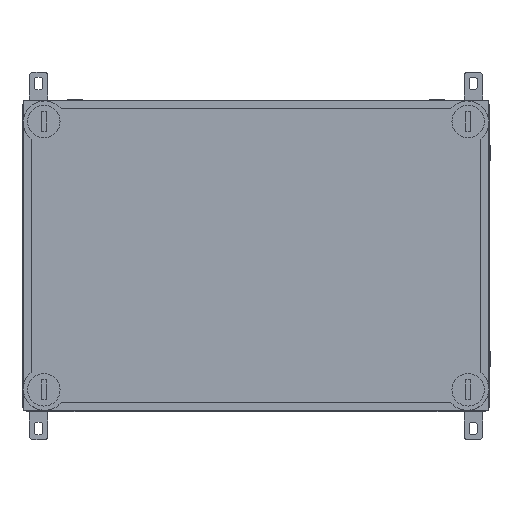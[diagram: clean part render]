
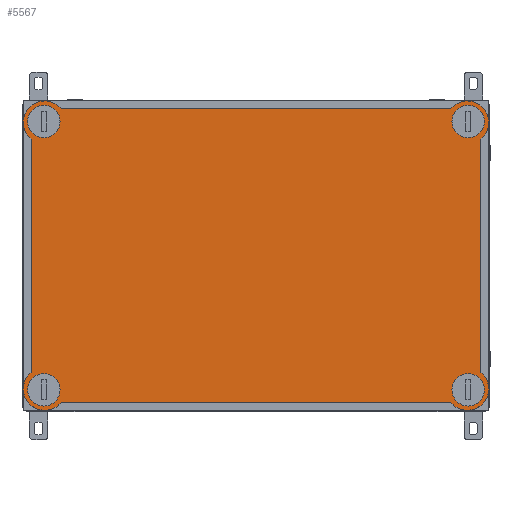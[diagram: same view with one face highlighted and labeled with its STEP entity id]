
A CAD part, top view. The second image highlights one B-rep face of the part: STEP entity #5567.
In plain terms, the highlighted planar face has unit normal (0, 0, 1).
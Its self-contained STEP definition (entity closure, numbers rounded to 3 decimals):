
#5567 = ADVANCED_FACE( '', ( #12428, #12429, #12430, #12431, #12432 ), #12433, .T. );
#12428 = FACE_BOUND( '', #20217, .T. );
#12429 = FACE_BOUND( '', #20218, .T. );
#12430 = FACE_BOUND( '', #20219, .T. );
#12431 = FACE_BOUND( '', #20220, .T. );
#12432 = FACE_OUTER_BOUND( '', #20221, .T. );
#12433 = PLANE( '', #20222 );
#20217 = EDGE_LOOP( '', ( #36635 ) );
#20218 = EDGE_LOOP( '', ( #36636 ) );
#20219 = EDGE_LOOP( '', ( #36637 ) );
#20220 = EDGE_LOOP( '', ( #36638 ) );
#20221 = EDGE_LOOP( '', ( #36639, #36640, #36641, #36642, #36643, #36644, #36645, #36646 ) );
#20222 = AXIS2_PLACEMENT_3D( '', #36647, #36648, #36649 );
#36635 = ORIENTED_EDGE( '', *, *, #45869, .F. );
#36636 = ORIENTED_EDGE( '', *, *, #42508, .F. );
#36637 = ORIENTED_EDGE( '', *, *, #43880, .F. );
#36638 = ORIENTED_EDGE( '', *, *, #42627, .F. );
#36639 = ORIENTED_EDGE( '', *, *, #46086, .T. );
#36640 = ORIENTED_EDGE( '', *, *, #46087, .T. );
#36641 = ORIENTED_EDGE( '', *, *, #44296, .T. );
#36642 = ORIENTED_EDGE( '', *, *, #44344, .T. );
#36643 = ORIENTED_EDGE( '', *, *, #46088, .F. );
#36644 = ORIENTED_EDGE( '', *, *, #46089, .T. );
#36645 = ORIENTED_EDGE( '', *, *, #46090, .F. );
#36646 = ORIENTED_EDGE( '', *, *, #45294, .T. );
#36647 = CARTESIAN_POINT( '', ( 0., 0., 55. ) );
#36648 = DIRECTION( '', ( 0., 0., 1. ) );
#36649 = DIRECTION( '', ( 1., 0., 0. ) );
#42508 = EDGE_CURVE( '', #51470, #51470, #51471, .T. );
#42627 = EDGE_CURVE( '', #51664, #51664, #51665, .T. );
#43880 = EDGE_CURVE( '', #53619, #53619, #53620, .T. );
#44296 = EDGE_CURVE( '', #54272, #54273, #54274, .T. );
#44344 = EDGE_CURVE( '', #54273, #54334, #54336, .T. );
#45294 = EDGE_CURVE( '', #55578, #55580, #55582, .T. );
#45869 = EDGE_CURVE( '', #56285, #56285, #56286, .T. );
#46086 = EDGE_CURVE( '', #55580, #56525, #56526, .T. );
#46087 = EDGE_CURVE( '', #56525, #54272, #56527, .T. );
#46088 = EDGE_CURVE( '', #56528, #54334, #56529, .T. );
#46089 = EDGE_CURVE( '', #56528, #56530, #56531, .T. );
#46090 = EDGE_CURVE( '', #55578, #56530, #56532, .T. );
#51470 = VERTEX_POINT( '', #63377 );
#51471 = CIRCLE( '', #63378, 13. );
#51664 = VERTEX_POINT( '', #63632 );
#51665 = CIRCLE( '', #63633, 13. );
#53619 = VERTEX_POINT( '', #66159 );
#53620 = CIRCLE( '', #66160, 13. );
#54272 = VERTEX_POINT( '', #66985 );
#54273 = VERTEX_POINT( '', #66986 );
#54274 = LINE( '', #66987, #66988 );
#54334 = VERTEX_POINT( '', #67065 );
#54336 = CIRCLE( '', #67068, 17.18 );
#55578 = VERTEX_POINT( '', #68708 );
#55580 = VERTEX_POINT( '', #68711 );
#55582 = CIRCLE( '', #68714, 17.18 );
#56285 = VERTEX_POINT( '', #69659 );
#56286 = CIRCLE( '', #69660, 13. );
#56525 = VERTEX_POINT( '', #69964 );
#56526 = LINE( '', #69965, #69966 );
#56527 = CIRCLE( '', #69967, 17.18 );
#56528 = VERTEX_POINT( '', #69968 );
#56529 = LINE( '', #69969, #69970 );
#56530 = VERTEX_POINT( '', #69971 );
#56531 = CIRCLE( '', #69972, 17.18 );
#56532 = LINE( '', #69973, #69974 );
#63377 = CARTESIAN_POINT( '', ( 29.5, 16.5, 55. ) );
#63378 = AXIS2_PLACEMENT_3D( '', #74401, #74402, #74403 );
#63632 = CARTESIAN_POINT( '', ( 369.5, 231.5, 55. ) );
#63633 = AXIS2_PLACEMENT_3D( '', #74543, #74544, #74545 );
#66159 = CARTESIAN_POINT( '', ( 369.5, 16.5, 55. ) );
#66160 = AXIS2_PLACEMENT_3D( '', #76327, #76328, #76329 );
#66985 = CARTESIAN_POINT( '', ( 6.4, 217.439, 55. ) );
#66986 = CARTESIAN_POINT( '', ( 6.4, 30.561, 55. ) );
#66987 = CARTESIAN_POINT( '', ( 6.4, 248., 55. ) );
#66988 = VECTOR( '', #76995, 1000. );
#67065 = CARTESIAN_POINT( '', ( 30.561, 6.4, 55. ) );
#67068 = AXIS2_PLACEMENT_3D( '', #77056, #77057, #77058 );
#68708 = CARTESIAN_POINT( '', ( 366.6, 217.439, 55. ) );
#68711 = CARTESIAN_POINT( '', ( 342.439, 241.6, 55. ) );
#68714 = AXIS2_PLACEMENT_3D( '', #78047, #78048, #78049 );
#69659 = CARTESIAN_POINT( '', ( 29.5, 231.5, 55. ) );
#69660 = AXIS2_PLACEMENT_3D( '', #78730, #78731, #78732 );
#69964 = CARTESIAN_POINT( '', ( 30.561, 241.6, 55. ) );
#69965 = CARTESIAN_POINT( '', ( 373., 241.6, 55. ) );
#69966 = VECTOR( '', #78882, 1000. );
#69967 = AXIS2_PLACEMENT_3D( '', #78883, #78884, #78885 );
#69968 = CARTESIAN_POINT( '', ( 342.439, 6.4, 55. ) );
#69969 = CARTESIAN_POINT( '', ( 373., 6.4, 55. ) );
#69970 = VECTOR( '', #78886, 1000. );
#69971 = CARTESIAN_POINT( '', ( 366.6, 30.561, 55. ) );
#69972 = AXIS2_PLACEMENT_3D( '', #78887, #78888, #78889 );
#69973 = CARTESIAN_POINT( '', ( 366.6, 248., 55. ) );
#69974 = VECTOR( '', #78890, 1000. );
#74401 = CARTESIAN_POINT( '', ( 16.5, 16.5, 55. ) );
#74402 = DIRECTION( '', ( 0., 0., 1. ) );
#74403 = DIRECTION( '', ( 1., 0., 0. ) );
#74543 = CARTESIAN_POINT( '', ( 356.5, 231.5, 55. ) );
#74544 = DIRECTION( '', ( 0., 0., 1. ) );
#74545 = DIRECTION( '', ( 1., 0., 0. ) );
#76327 = CARTESIAN_POINT( '', ( 356.5, 16.5, 55. ) );
#76328 = DIRECTION( '', ( 0., 0., 1. ) );
#76329 = DIRECTION( '', ( 1., 0., 0. ) );
#76995 = DIRECTION( '', ( 0., -1., 0. ) );
#77056 = CARTESIAN_POINT( '', ( 17.2, 17.2, 55. ) );
#77057 = DIRECTION( '', ( 0., 0., 1. ) );
#77058 = DIRECTION( '', ( 1., 0., 0. ) );
#78047 = CARTESIAN_POINT( '', ( 355.8, 230.8, 55. ) );
#78048 = DIRECTION( '', ( 0., 0., 1. ) );
#78049 = DIRECTION( '', ( 1., 0., 0. ) );
#78730 = CARTESIAN_POINT( '', ( 16.5, 231.5, 55. ) );
#78731 = DIRECTION( '', ( 0., 0., 1. ) );
#78732 = DIRECTION( '', ( 1., 0., 0. ) );
#78882 = DIRECTION( '', ( -1., 0., 0. ) );
#78883 = CARTESIAN_POINT( '', ( 17.2, 230.8, 55. ) );
#78884 = DIRECTION( '', ( 0., 0., 1. ) );
#78885 = DIRECTION( '', ( 1., 0., 0. ) );
#78886 = DIRECTION( '', ( -1., 0., 0. ) );
#78887 = CARTESIAN_POINT( '', ( 355.8, 17.2, 55. ) );
#78888 = DIRECTION( '', ( 0., 0., 1. ) );
#78889 = DIRECTION( '', ( 1., 0., 0. ) );
#78890 = DIRECTION( '', ( 0., -1., 0. ) );
